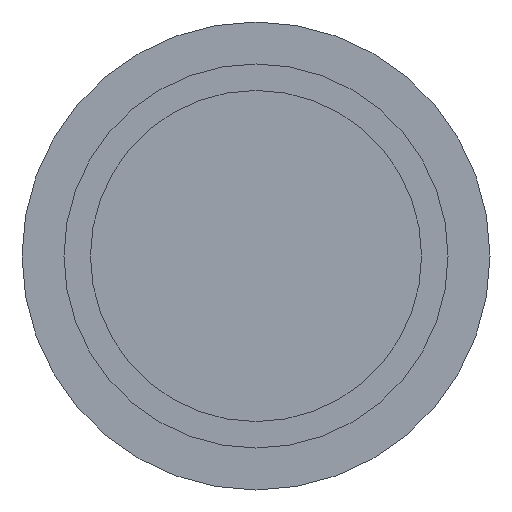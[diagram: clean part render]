
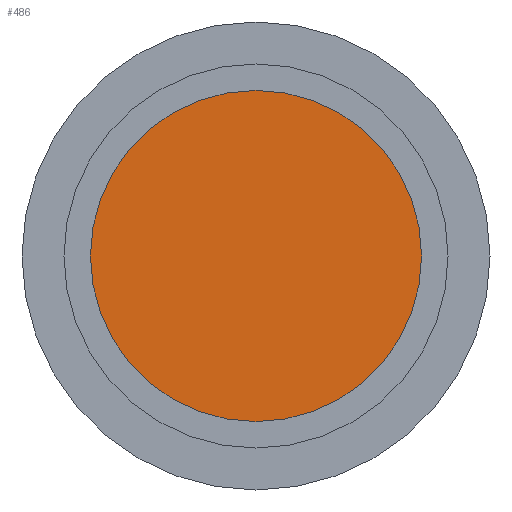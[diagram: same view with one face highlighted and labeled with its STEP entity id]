
A CAD part, left-side view. The second image highlights one B-rep face of the part: STEP entity #486.
In plain terms, the highlighted planar face has unit normal (-1, 0, 0).
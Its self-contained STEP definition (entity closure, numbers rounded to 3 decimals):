
#44 = FACE_OUTER_BOUND ( 'NONE', #433, .T. ) ;
#48 = DIRECTION ( 'NONE',  ( 0., 0., -1. ) ) ;
#64 = CARTESIAN_POINT ( 'NONE',  ( -10.668, -15.868, 37.5 ) ) ;
#82 = DIRECTION ( 'NONE',  ( 0., 0., 1. ) ) ;
#118 = AXIS2_PLACEMENT_3D ( 'NONE', #388, #321, #48 ) ;
#122 = EDGE_CURVE ( 'NONE', #357, #330, #392, .T. ) ;
#145 = ORIENTED_EDGE ( 'NONE', *, *, #169, .T. ) ;
#169 = EDGE_CURVE ( 'NONE', #330, #357, #309, .T. ) ;
#263 = DIRECTION ( 'NONE',  ( -1., 0., 0. ) ) ;
#272 = CARTESIAN_POINT ( 'NONE',  ( -10.668, -15.868, 0. ) ) ;
#309 = CIRCLE ( 'NONE', #416, 37.5 ) ;
#321 = DIRECTION ( 'NONE',  ( 1., 0., 0. ) ) ;
#330 = VERTEX_POINT ( 'NONE', #331 ) ;
#331 = CARTESIAN_POINT ( 'NONE',  ( -10.668, -15.868, -37.5 ) ) ;
#357 = VERTEX_POINT ( 'NONE', #64 ) ;
#358 = PLANE ( 'NONE',  #118 ) ;
#385 = AXIS2_PLACEMENT_3D ( 'NONE', #272, #457, #419 ) ;
#388 = CARTESIAN_POINT ( 'NONE',  ( -10.668, 0., 0. ) ) ;
#392 = CIRCLE ( 'NONE', #385, 37.5 ) ;
#406 = ORIENTED_EDGE ( 'NONE', *, *, #122, .T. ) ;
#416 = AXIS2_PLACEMENT_3D ( 'NONE', #424, #263, #82 ) ;
#419 = DIRECTION ( 'NONE',  ( 0., 0., 1. ) ) ;
#424 = CARTESIAN_POINT ( 'NONE',  ( -10.668, -15.868, 0. ) ) ;
#433 = EDGE_LOOP ( 'NONE', ( #406, #145 ) ) ;
#457 = DIRECTION ( 'NONE',  ( -1., 0., 0. ) ) ;
#486 = ADVANCED_FACE ( 'NONE', ( #44 ), #358, .F. ) ;
